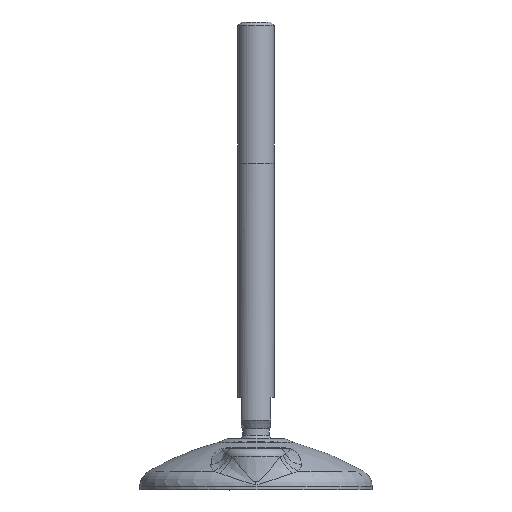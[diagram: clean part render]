
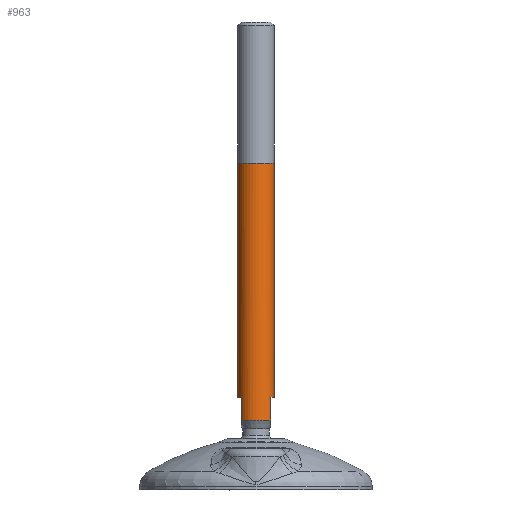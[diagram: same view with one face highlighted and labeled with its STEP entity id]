
A CAD part, left-side view. The second image highlights one B-rep face of the part: STEP entity #963.
In plain terms, the highlighted cylindrical face has radius 8 mm (diameter 16 mm), a full revolution.
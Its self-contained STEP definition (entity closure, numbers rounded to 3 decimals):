
#92=CYLINDRICAL_SURFACE('',#1093,8.);
#107=LINE('',#5423,#130);
#108=LINE('',#5427,#131);
#109=LINE('',#5431,#132);
#110=LINE('',#5435,#133);
#111=LINE('',#5439,#134);
#130=VECTOR('',#1328,8.);
#131=VECTOR('',#1331,1.);
#132=VECTOR('',#1334,1.);
#133=VECTOR('',#1337,1.);
#134=VECTOR('',#1340,1.);
#198=FACE_OUTER_BOUND('',#266,.T.);
#266=EDGE_LOOP('',(#781,#782,#783,#784,#785,#786,#787,#788,#789,#790,#791,
#792,#793));
#339=CIRCLE('',#1094,8.);
#340=CIRCLE('',#1095,8.);
#341=CIRCLE('',#1096,8.);
#342=CIRCLE('',#1097,8.);
#343=CIRCLE('',#1098,8.);
#344=CIRCLE('',#1099,8.);
#345=CIRCLE('',#1100,8.);
#418=VERTEX_POINT('',#5418);
#419=VERTEX_POINT('',#5419);
#420=VERTEX_POINT('',#5422);
#421=VERTEX_POINT('',#5424);
#422=VERTEX_POINT('',#5426);
#423=VERTEX_POINT('',#5428);
#424=VERTEX_POINT('',#5430);
#425=VERTEX_POINT('',#5432);
#426=VERTEX_POINT('',#5434);
#427=VERTEX_POINT('',#5436);
#428=VERTEX_POINT('',#5438);
#542=EDGE_CURVE('',#418,#419,#339,.T.);
#543=EDGE_CURVE('',#419,#418,#340,.T.);
#544=EDGE_CURVE('',#419,#420,#107,.T.);
#545=EDGE_CURVE('',#420,#421,#341,.T.);
#546=EDGE_CURVE('',#421,#422,#108,.T.);
#547=EDGE_CURVE('',#422,#423,#342,.F.);
#548=EDGE_CURVE('',#423,#424,#109,.F.);
#549=EDGE_CURVE('',#424,#425,#343,.T.);
#550=EDGE_CURVE('',#426,#425,#110,.F.);
#551=EDGE_CURVE('',#427,#426,#344,.F.);
#552=EDGE_CURVE('',#428,#427,#111,.T.);
#553=EDGE_CURVE('',#428,#420,#345,.T.);
#781=ORIENTED_EDGE('',*,*,#542,.F.);
#782=ORIENTED_EDGE('',*,*,#543,.F.);
#783=ORIENTED_EDGE('',*,*,#544,.T.);
#784=ORIENTED_EDGE('',*,*,#545,.T.);
#785=ORIENTED_EDGE('',*,*,#546,.T.);
#786=ORIENTED_EDGE('',*,*,#547,.T.);
#787=ORIENTED_EDGE('',*,*,#548,.T.);
#788=ORIENTED_EDGE('',*,*,#549,.T.);
#789=ORIENTED_EDGE('',*,*,#550,.F.);
#790=ORIENTED_EDGE('',*,*,#551,.F.);
#791=ORIENTED_EDGE('',*,*,#552,.F.);
#792=ORIENTED_EDGE('',*,*,#553,.T.);
#793=ORIENTED_EDGE('',*,*,#544,.F.);
#963=ADVANCED_FACE('',(#198),#92,.T.);
#1093=AXIS2_PLACEMENT_3D('',#5417,#1322,#1323);
#1094=AXIS2_PLACEMENT_3D('',#5420,#1324,#1325);
#1095=AXIS2_PLACEMENT_3D('',#5421,#1326,#1327);
#1096=AXIS2_PLACEMENT_3D('',#5425,#1329,#1330);
#1097=AXIS2_PLACEMENT_3D('',#5429,#1332,#1333);
#1098=AXIS2_PLACEMENT_3D('',#5433,#1335,#1336);
#1099=AXIS2_PLACEMENT_3D('',#5437,#1338,#1339);
#1100=AXIS2_PLACEMENT_3D('',#5440,#1341,#1342);
#1322=DIRECTION('center_axis',(0.,0.,1.));
#1323=DIRECTION('ref_axis',(1.,0.,0.));
#1324=DIRECTION('center_axis',(0.,0.,1.));
#1325=DIRECTION('ref_axis',(1.,0.,0.));
#1326=DIRECTION('center_axis',(0.,0.,1.));
#1327=DIRECTION('ref_axis',(1.,0.,0.));
#1328=DIRECTION('',(0.,0.,-1.));
#1329=DIRECTION('center_axis',(0.,0.,1.));
#1330=DIRECTION('ref_axis',(1.,0.,0.));
#1331=DIRECTION('',(0.,0.,1.));
#1332=DIRECTION('center_axis',(0.,0.,-1.));
#1333=DIRECTION('ref_axis',(0.,1.,0.));
#1334=DIRECTION('',(0.,0.,1.));
#1335=DIRECTION('center_axis',(0.,0.,1.));
#1336=DIRECTION('ref_axis',(1.,0.,0.));
#1337=DIRECTION('',(0.,0.,1.));
#1338=DIRECTION('center_axis',(0.,0.,1.));
#1339=DIRECTION('ref_axis',(0.,-1.,0.));
#1340=DIRECTION('',(0.,0.,1.));
#1341=DIRECTION('center_axis',(0.,0.,1.));
#1342=DIRECTION('ref_axis',(1.,0.,0.));
#5417=CARTESIAN_POINT('Origin',(0.,0.,145.649));
#5418=CARTESIAN_POINT('',(8.,0.,143.198));
#5419=CARTESIAN_POINT('',(-8.,0.,143.198));
#5420=CARTESIAN_POINT('Origin',(0.,0.,143.198));
#5421=CARTESIAN_POINT('Origin',(0.,0.,143.198));
#5422=CARTESIAN_POINT('',(-8.,0.,30.649));
#5423=CARTESIAN_POINT('',(-8.,0.,145.649));
#5424=CARTESIAN_POINT('',(-4.664,-6.5,30.649));
#5425=CARTESIAN_POINT('Origin',(0.,0.,30.649));
#5426=CARTESIAN_POINT('',(-4.664,-6.5,40.649));
#5427=CARTESIAN_POINT('',(-4.664,-6.5,145.649));
#5428=CARTESIAN_POINT('',(4.664,-6.5,40.649));
#5429=CARTESIAN_POINT('Origin',(0.,0.,40.649));
#5430=CARTESIAN_POINT('',(4.664,-6.5,30.649));
#5431=CARTESIAN_POINT('',(4.664,-6.5,145.649));
#5432=CARTESIAN_POINT('',(4.664,6.5,30.649));
#5433=CARTESIAN_POINT('Origin',(0.,0.,30.649));
#5434=CARTESIAN_POINT('',(4.664,6.5,40.649));
#5435=CARTESIAN_POINT('',(4.664,6.5,145.649));
#5436=CARTESIAN_POINT('',(-4.664,6.5,40.649));
#5437=CARTESIAN_POINT('Origin',(0.,0.,40.649));
#5438=CARTESIAN_POINT('',(-4.664,6.5,30.649));
#5439=CARTESIAN_POINT('',(-4.664,6.5,145.649));
#5440=CARTESIAN_POINT('Origin',(0.,0.,30.649));
